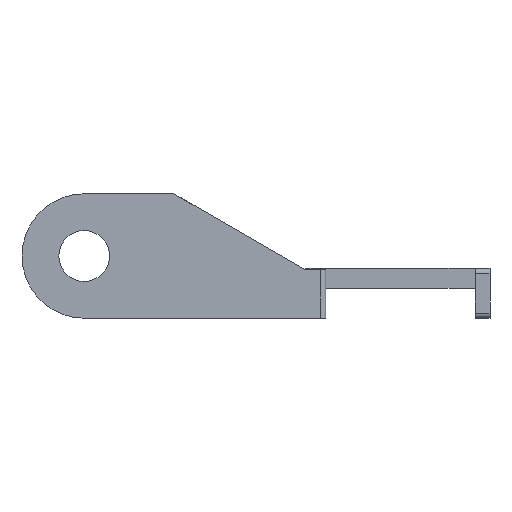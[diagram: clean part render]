
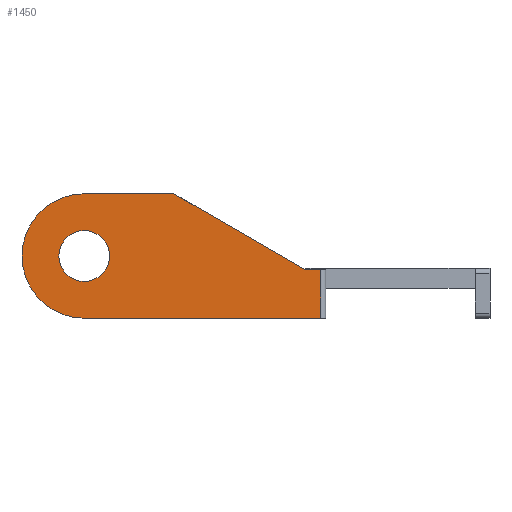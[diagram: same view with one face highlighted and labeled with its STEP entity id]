
A CAD part, front view. The second image highlights one B-rep face of the part: STEP entity #1450.
In plain terms, the highlighted planar face has unit normal (0, -1, 0).
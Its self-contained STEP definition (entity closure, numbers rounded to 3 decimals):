
#16=FACE_BOUND('',#164,.T.);
#34=PLANE('',#1562);
#88=FACE_OUTER_BOUND('',#163,.T.);
#163=EDGE_LOOP('',(#1072,#1073,#1074,#1075,#1076,#1077,#1078));
#164=EDGE_LOOP('',(#1079));
#271=LINE('',#2212,#433);
#275=LINE('',#2220,#437);
#276=LINE('',#2223,#438);
#277=LINE('',#2225,#439);
#278=LINE('',#2227,#440);
#279=LINE('',#2230,#441);
#433=VECTOR('',#1775,10.);
#437=VECTOR('',#1781,10.);
#438=VECTOR('',#1784,10.);
#439=VECTOR('',#1785,10.);
#440=VECTOR('',#1786,10.);
#441=VECTOR('',#1789,10.);
#563=CIRCLE('',#1548,2.55);
#567=CIRCLE('',#1563,6.25);
#636=VERTEX_POINT('',#2160);
#652=VERTEX_POINT('',#2206);
#654=VERTEX_POINT('',#2210);
#657=VERTEX_POINT('',#2218);
#658=VERTEX_POINT('',#2222);
#659=VERTEX_POINT('',#2224);
#660=VERTEX_POINT('',#2226);
#661=VERTEX_POINT('',#2228);
#790=EDGE_CURVE('',#636,#636,#563,.T.);
#813=EDGE_CURVE('',#652,#654,#271,.T.);
#817=EDGE_CURVE('',#657,#654,#275,.F.);
#818=EDGE_CURVE('',#658,#657,#276,.F.);
#819=EDGE_CURVE('',#658,#659,#277,.T.);
#820=EDGE_CURVE('',#659,#660,#278,.T.);
#821=EDGE_CURVE('',#660,#661,#567,.T.);
#822=EDGE_CURVE('',#652,#661,#279,.F.);
#1072=ORIENTED_EDGE('',*,*,#813,.T.);
#1073=ORIENTED_EDGE('',*,*,#817,.F.);
#1074=ORIENTED_EDGE('',*,*,#818,.F.);
#1075=ORIENTED_EDGE('',*,*,#819,.T.);
#1076=ORIENTED_EDGE('',*,*,#820,.T.);
#1077=ORIENTED_EDGE('',*,*,#821,.T.);
#1078=ORIENTED_EDGE('',*,*,#822,.F.);
#1079=ORIENTED_EDGE('',*,*,#790,.F.);
#1450=ADVANCED_FACE('',(#88,#16),#34,.T.);
#1548=AXIS2_PLACEMENT_3D('',#2162,#1730,#1731);
#1562=AXIS2_PLACEMENT_3D('',#2221,#1782,#1783);
#1563=AXIS2_PLACEMENT_3D('',#2229,#1787,#1788);
#1730=DIRECTION('center_axis',(0.,-1.,0.));
#1731=DIRECTION('ref_axis',(1.,0.,0.));
#1775=DIRECTION('',(0.,0.,1.));
#1781=DIRECTION('',(-1.,0.,0.));
#1782=DIRECTION('center_axis',(0.,-1.,0.));
#1783=DIRECTION('ref_axis',(1.,0.,0.));
#1784=DIRECTION('',(0.,0.,-1.));
#1785=DIRECTION('',(-0.866,0.,0.5));
#1786=DIRECTION('',(-1.,0.,0.));
#1787=DIRECTION('center_axis',(0.,-1.,0.));
#1788=DIRECTION('ref_axis',(0.,0.,1.));
#1789=DIRECTION('',(1.,0.,0.));
#2160=CARTESIAN_POINT('',(-127.55,-4.,56.));
#2162=CARTESIAN_POINT('Origin',(-125.,-4.,56.));
#2206=CARTESIAN_POINT('',(-101.25,-4.,49.75));
#2210=CARTESIAN_POINT('',(-101.25,-4.,54.626));
#2212=CARTESIAN_POINT('',(-101.25,-4.,52.923));
#2218=CARTESIAN_POINT('',(-102.75,-4.,54.626));
#2220=CARTESIAN_POINT('',(-109.901,-4.,54.626));
#2221=CARTESIAN_POINT('Origin',(-117.052,-4.,55.095));
#2222=CARTESIAN_POINT('',(-102.75,-4.,54.6));
#2223=CARTESIAN_POINT('',(-102.75,-4.,54.048));
#2224=CARTESIAN_POINT('',(-116.,-4.,62.25));
#2225=CARTESIAN_POINT('',(-111.533,-4.,59.671));
#2226=CARTESIAN_POINT('',(-125.,-4.,62.25));
#2227=CARTESIAN_POINT('',(-118.776,-4.,62.25));
#2228=CARTESIAN_POINT('',(-125.,-4.,49.75));
#2229=CARTESIAN_POINT('Origin',(-125.,-4.,56.));
#2230=CARTESIAN_POINT('',(-115.464,-4.,49.75));
